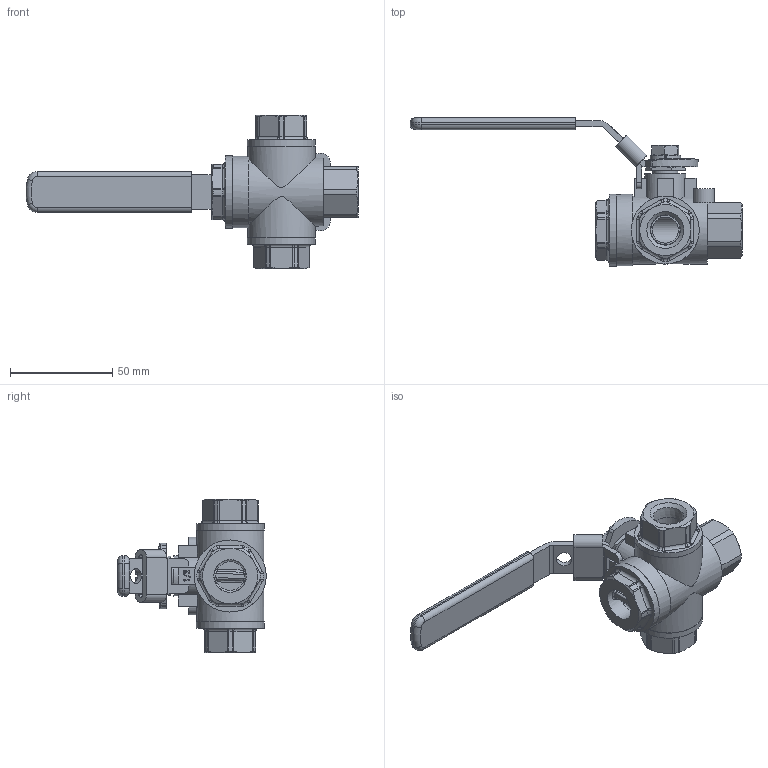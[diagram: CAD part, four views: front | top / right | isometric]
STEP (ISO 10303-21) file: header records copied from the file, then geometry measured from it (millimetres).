
FILE_DESCRIPTION(/* description */ ('Unknown'),/* implementation_level */ '2;1');
FILE_NAME(/* name */ '20200903-K-301-T-DN15',/* time_stamp */ '2020-09-03T16:57:55+08:00',/* author */ ('Unknown'),/* organization */ ('Unknown'),/* preprocessor_version */ 'ST-DEVELOPER v16.7',/* originating_system */ 'DEX',/* authorisation */ $);
FILE_SCHEMA (('AUTOMOTIVE_DESIGN {1 0 10303 214 3 1 1}'));
Length unit declared in the file: millimetre
Products named in the file (1): K-301-T-port__DN15
Bounding box: 162.41 x 72.65 x 75 mm (x, y, z)
Volume: 95606.5 mm3; surface area: 30824.5 mm2
Topology: 1 solids, 2 shells, 507 faces, 1298 edges, 809 vertices
Faces by surface type: plane 219, cylinder 143, torus 66, cone 52, bspline 19, sphere 8
Full cylindrical faces by diameter (mm): 6 x1, 7.6 x1, 7.9 x1, 7.938 x1, 8 x1, 9.4 x1, 12.4 x1, 12.8 x4, 13 x1, 14.426 x2, 16 x1, 20 x1, 33 x2, 33.2 x2, 35 x1, 35.3 x1
Entity records: 16226 total; most frequent: CARTESIAN_POINT 4250, ORIENTED_EDGE 2486, DIRECTION 2483, EDGE_CURVE 1243, AXIS2_PLACEMENT_3D 939, VERTEX_POINT 789, LINE 605, VECTOR 605
